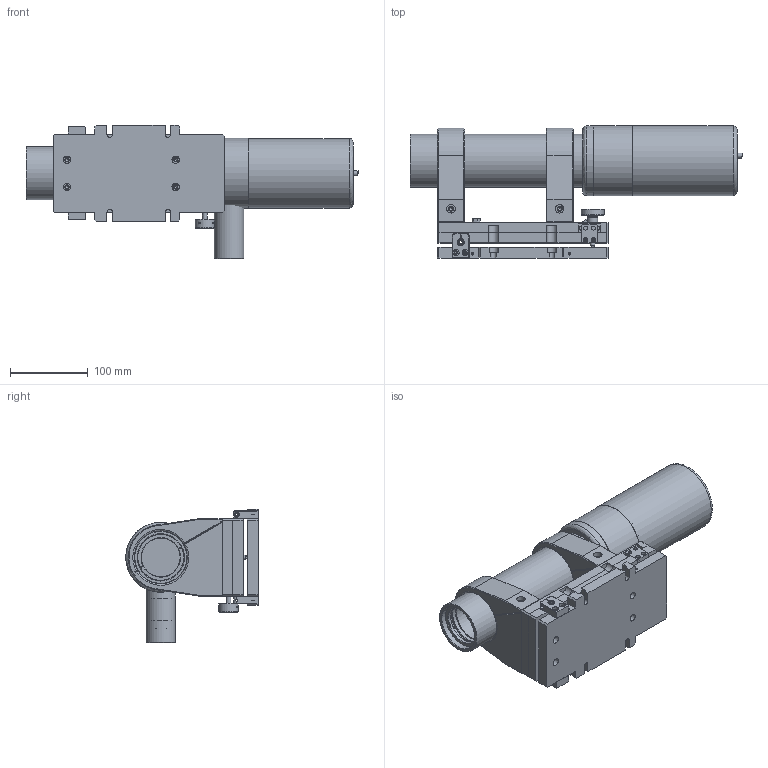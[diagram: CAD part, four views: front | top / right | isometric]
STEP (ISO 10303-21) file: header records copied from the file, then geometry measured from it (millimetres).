
FILE_DESCRIPTION (( 'STEP AP203' ), '1' );
FILE_NAME ('780500.STEP', '2022-11-30T04:02:34', ( '' ), ( '' ), 'SwSTEP 2.0', 'SolidWorks 2020', '' );
FILE_SCHEMA (( 'CONFIG_CONTROL_DESIGN' ));
Length unit declared in the file: millimetre
Products named in the file (1): 780500
Bounding box: 427.8 x 170.5 x 172 mm (x, y, z)
Surface area: 605048.8 mm2 (no closed solid volume)
Topology: 0 solids, 90 shells, 2231 faces, 5973 edges, 3974 vertices
Faces by surface type: plane 1195, cylinder 621, cone 280, bspline 128, torus 7
Full cylindrical faces by diameter (mm): 0.569 x1, 0.6 x5, 1.6 x1, 1.9 x6, 2 x2, 2.2 x10, 2.459 x22, 2.5 x15, 3 x7, 3.2 x8, 3.242 x10, 3.5 x13, 4 x5, 4.134 x4, 4.5 x8, 4.917 x2, 5 x3, 5.459 x2, 5.5 x4, 5.52 x4, 5.95 x2, 6 x6, 6.4 x1, 6.5 x4, 7 x2, 7.48 x4, 7.5 x1, 8 x12, 8.2 x2, 8.5 x4
Entity records: 94374 total; most frequent: CARTESIAN_POINT 43307, ORIENTED_EDGE 10210, DIRECTION 9768, EDGE_CURVE 5295, VERTEX_POINT 3751, AXIS2_PLACEMENT_3D 3428, EDGE_LOOP 2956, VECTOR 2912
